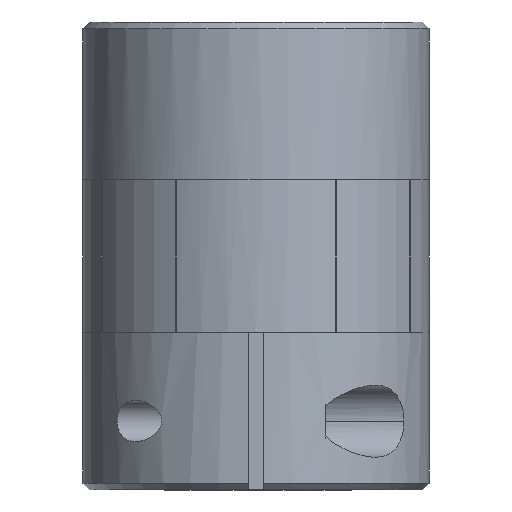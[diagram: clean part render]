
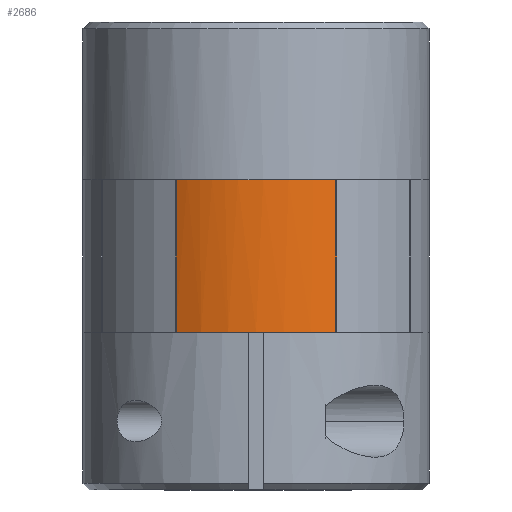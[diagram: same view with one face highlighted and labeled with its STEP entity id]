
A CAD part, front view. The second image highlights one B-rep face of the part: STEP entity #2686.
In plain terms, the highlighted cylindrical face has radius 12.5 mm (diameter 25 mm), a partial arc.
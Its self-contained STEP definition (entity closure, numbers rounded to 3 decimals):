
#449 = PLANE('',#450);
#450 = AXIS2_PLACEMENT_3D('',#451,#452,#453);
#451 = CARTESIAN_POINT('',(12.5,0.,22.4));
#452 = DIRECTION('',(0.,0.,-1.));
#453 = DIRECTION('',(-1.,0.,0.));
#1642 = PLANE('',#1643);
#1643 = AXIS2_PLACEMENT_3D('',#1644,#1645,#1646);
#1644 = CARTESIAN_POINT('',(5.818,-11.07,22.4));
#1645 = DIRECTION('',(0.887,0.462,0.));
#1646 = DIRECTION('',(-0.462,0.887,0.));
#1688 = VERTEX_POINT('',#1689);
#1689 = CARTESIAN_POINT('',(-5.813,-11.061,22.4));
#1703 = PLANE('',#1704);
#1704 = AXIS2_PLACEMENT_3D('',#1705,#1706,#1707);
#1705 = CARTESIAN_POINT('',(-5.813,-11.061,22.4));
#1706 = DIRECTION('',(0.887,-0.462,0.));
#1707 = DIRECTION('',(0.462,0.887,0.));
#1715 = EDGE_CURVE('',#1688,#1716,#1718,.T.);
#1716 = VERTEX_POINT('',#1717);
#1717 = CARTESIAN_POINT('',(-1.313,-12.431,22.4));
#1718 = SURFACE_CURVE('',#1719,(#1724,#1735),.PCURVE_S1.);
#1719 = CIRCLE('',#1720,12.5);
#1720 = AXIS2_PLACEMENT_3D('',#1721,#1722,#1723);
#1721 = CARTESIAN_POINT('',(0.011,-0.001,
    22.4));
#1722 = DIRECTION('',(0.,0.,1.));
#1723 = DIRECTION('',(1.,0.,0.));
#1724 = PCURVE('',#449,#1725);
#1725 = DEFINITIONAL_REPRESENTATION('',(#1726),#1734);
#1726 = ( BOUNDED_CURVE() B_SPLINE_CURVE(2,(#1727,#1728,#1729,#1730,
#1731,#1732,#1733),.UNSPECIFIED.,.F.,.F.) B_SPLINE_CURVE_WITH_KNOTS((1,2
    ,2,2,2,1),(-2.094,0.,2.094,4.189,
6.283,8.378),.UNSPECIFIED.) CURVE() 
GEOMETRIC_REPRESENTATION_ITEM() RATIONAL_B_SPLINE_CURVE((1.,0.5,1.,0.5,
1.,0.5,1.)) REPRESENTATION_ITEM('') );
#1727 = CARTESIAN_POINT('',(-0.011,-0.001));
#1728 = CARTESIAN_POINT('',(-0.011,21.649));
#1729 = CARTESIAN_POINT('',(18.739,10.824));
#1730 = CARTESIAN_POINT('',(37.489,-0.001));
#1731 = CARTESIAN_POINT('',(18.739,-10.826));
#1732 = CARTESIAN_POINT('',(-0.011,-21.652));
#1733 = CARTESIAN_POINT('',(-0.011,-0.001));
#1734 = ( GEOMETRIC_REPRESENTATION_CONTEXT(2) 
PARAMETRIC_REPRESENTATION_CONTEXT() REPRESENTATION_CONTEXT('2D SPACE',''
  ) );
#1735 = PCURVE('',#1736,#1741);
#1736 = CYLINDRICAL_SURFACE('',#1737,12.5);
#1737 = AXIS2_PLACEMENT_3D('',#1738,#1739,#1740);
#1738 = CARTESIAN_POINT('',(0.011,-0.001,
    22.4));
#1739 = DIRECTION('',(0.,0.,1.));
#1740 = DIRECTION('',(1.,0.,0.));
#1741 = DEFINITIONAL_REPRESENTATION('',(#1742),#1746);
#1742 = LINE('',#1743,#1744);
#1743 = CARTESIAN_POINT('',(0.,0.));
#1744 = VECTOR('',#1745,1.);
#1745 = DIRECTION('',(1.,0.));
#1746 = ( GEOMETRIC_REPRESENTATION_CONTEXT(2) 
PARAMETRIC_REPRESENTATION_CONTEXT() REPRESENTATION_CONTEXT('2D SPACE',''
  ) );
#2053 = PLANE('',#2054);
#2054 = AXIS2_PLACEMENT_3D('',#2055,#2056,#2057);
#2055 = CARTESIAN_POINT('',(-5.813,-11.061,22.4));
#2056 = DIRECTION('',(0.,0.,1.));
#2057 = DIRECTION('',(1.,0.,0.));
#2686 = ADVANCED_FACE('',(#2687),#1736,.T.);
#2687 = FACE_BOUND('',#2688,.T.);
#2688 = EDGE_LOOP('',(#2689,#2712,#2741,#2764,#2786));
#2689 = ORIENTED_EDGE('',*,*,#2690,.T.);
#2690 = EDGE_CURVE('',#1688,#2691,#2693,.T.);
#2691 = VERTEX_POINT('',#2692);
#2692 = CARTESIAN_POINT('',(-5.813,-11.061,11.4));
#2693 = SURFACE_CURVE('',#2694,(#2698,#2705),.PCURVE_S1.);
#2694 = LINE('',#2695,#2696);
#2695 = CARTESIAN_POINT('',(-5.813,-11.061,22.4));
#2696 = VECTOR('',#2697,1.);
#2697 = DIRECTION('',(0.,0.,-1.));
#2698 = PCURVE('',#1736,#2699);
#2699 = DEFINITIONAL_REPRESENTATION('',(#2700),#2704);
#2700 = LINE('',#2701,#2702);
#2701 = CARTESIAN_POINT('',(4.228,0.));
#2702 = VECTOR('',#2703,1.);
#2703 = DIRECTION('',(0.,-1.));
#2704 = ( GEOMETRIC_REPRESENTATION_CONTEXT(2) 
PARAMETRIC_REPRESENTATION_CONTEXT() REPRESENTATION_CONTEXT('2D SPACE',''
  ) );
#2705 = PCURVE('',#1703,#2706);
#2706 = DEFINITIONAL_REPRESENTATION('',(#2707),#2711);
#2707 = LINE('',#2708,#2709);
#2708 = CARTESIAN_POINT('',(0.,0.));
#2709 = VECTOR('',#2710,1.);
#2710 = DIRECTION('',(0.,-1.));
#2711 = ( GEOMETRIC_REPRESENTATION_CONTEXT(2) 
PARAMETRIC_REPRESENTATION_CONTEXT() REPRESENTATION_CONTEXT('2D SPACE',''
  ) );
#2712 = ORIENTED_EDGE('',*,*,#2713,.T.);
#2713 = EDGE_CURVE('',#2691,#2714,#2716,.T.);
#2714 = VERTEX_POINT('',#2715);
#2715 = CARTESIAN_POINT('',(5.818,-11.07,11.4));
#2716 = SURFACE_CURVE('',#2717,(#2722,#2729),.PCURVE_S1.);
#2717 = CIRCLE('',#2718,12.5);
#2718 = AXIS2_PLACEMENT_3D('',#2719,#2720,#2721);
#2719 = CARTESIAN_POINT('',(0.011,-0.001,
    11.4));
#2720 = DIRECTION('',(0.,0.,1.));
#2721 = DIRECTION('',(1.,0.,0.));
#2722 = PCURVE('',#1736,#2723);
#2723 = DEFINITIONAL_REPRESENTATION('',(#2724),#2728);
#2724 = LINE('',#2725,#2726);
#2725 = CARTESIAN_POINT('',(0.,-11.));
#2726 = VECTOR('',#2727,1.);
#2727 = DIRECTION('',(1.,0.));
#2728 = ( GEOMETRIC_REPRESENTATION_CONTEXT(2) 
PARAMETRIC_REPRESENTATION_CONTEXT() REPRESENTATION_CONTEXT('2D SPACE',''
  ) );
#2729 = PCURVE('',#2730,#2735);
#2730 = PLANE('',#2731);
#2731 = AXIS2_PLACEMENT_3D('',#2732,#2733,#2734);
#2732 = CARTESIAN_POINT('',(-5.813,-11.061,11.4));
#2733 = DIRECTION('',(0.,0.,1.));
#2734 = DIRECTION('',(1.,0.,0.));
#2735 = DEFINITIONAL_REPRESENTATION('',(#2736),#2740);
#2736 = CIRCLE('',#2737,12.5);
#2737 = AXIS2_PLACEMENT_2D('',#2738,#2739);
#2738 = CARTESIAN_POINT('',(5.824,11.06));
#2739 = DIRECTION('',(1.,0.));
#2740 = ( GEOMETRIC_REPRESENTATION_CONTEXT(2) 
PARAMETRIC_REPRESENTATION_CONTEXT() REPRESENTATION_CONTEXT('2D SPACE',''
  ) );
#2741 = ORIENTED_EDGE('',*,*,#2742,.F.);
#2742 = EDGE_CURVE('',#2743,#2714,#2745,.T.);
#2743 = VERTEX_POINT('',#2744);
#2744 = CARTESIAN_POINT('',(5.818,-11.07,22.4));
#2745 = SURFACE_CURVE('',#2746,(#2750,#2757),.PCURVE_S1.);
#2746 = LINE('',#2747,#2748);
#2747 = CARTESIAN_POINT('',(5.818,-11.07,22.4));
#2748 = VECTOR('',#2749,1.);
#2749 = DIRECTION('',(0.,0.,-1.));
#2750 = PCURVE('',#1736,#2751);
#2751 = DEFINITIONAL_REPRESENTATION('',(#2752),#2756);
#2752 = LINE('',#2753,#2754);
#2753 = CARTESIAN_POINT('',(5.196,0.));
#2754 = VECTOR('',#2755,1.);
#2755 = DIRECTION('',(0.,-1.));
#2756 = ( GEOMETRIC_REPRESENTATION_CONTEXT(2) 
PARAMETRIC_REPRESENTATION_CONTEXT() REPRESENTATION_CONTEXT('2D SPACE',''
  ) );
#2757 = PCURVE('',#1642,#2758);
#2758 = DEFINITIONAL_REPRESENTATION('',(#2759),#2763);
#2759 = LINE('',#2760,#2761);
#2760 = CARTESIAN_POINT('',(0.,0.));
#2761 = VECTOR('',#2762,1.);
#2762 = DIRECTION('',(0.,-1.));
#2763 = ( GEOMETRIC_REPRESENTATION_CONTEXT(2) 
PARAMETRIC_REPRESENTATION_CONTEXT() REPRESENTATION_CONTEXT('2D SPACE',''
  ) );
#2764 = ORIENTED_EDGE('',*,*,#2765,.F.);
#2765 = EDGE_CURVE('',#1716,#2743,#2766,.T.);
#2766 = SURFACE_CURVE('',#2767,(#2772,#2779),.PCURVE_S1.);
#2767 = CIRCLE('',#2768,12.5);
#2768 = AXIS2_PLACEMENT_3D('',#2769,#2770,#2771);
#2769 = CARTESIAN_POINT('',(0.011,-0.001,
    22.4));
#2770 = DIRECTION('',(0.,0.,1.));
#2771 = DIRECTION('',(1.,0.,0.));
#2772 = PCURVE('',#1736,#2773);
#2773 = DEFINITIONAL_REPRESENTATION('',(#2774),#2778);
#2774 = LINE('',#2775,#2776);
#2775 = CARTESIAN_POINT('',(0.,0.));
#2776 = VECTOR('',#2777,1.);
#2777 = DIRECTION('',(1.,0.));
#2778 = ( GEOMETRIC_REPRESENTATION_CONTEXT(2) 
PARAMETRIC_REPRESENTATION_CONTEXT() REPRESENTATION_CONTEXT('2D SPACE',''
  ) );
#2779 = PCURVE('',#2053,#2780);
#2780 = DEFINITIONAL_REPRESENTATION('',(#2781),#2785);
#2781 = CIRCLE('',#2782,12.5);
#2782 = AXIS2_PLACEMENT_2D('',#2783,#2784);
#2783 = CARTESIAN_POINT('',(5.824,11.06));
#2784 = DIRECTION('',(1.,0.));
#2785 = ( GEOMETRIC_REPRESENTATION_CONTEXT(2) 
PARAMETRIC_REPRESENTATION_CONTEXT() REPRESENTATION_CONTEXT('2D SPACE',''
  ) );
#2786 = ORIENTED_EDGE('',*,*,#1715,.F.);
